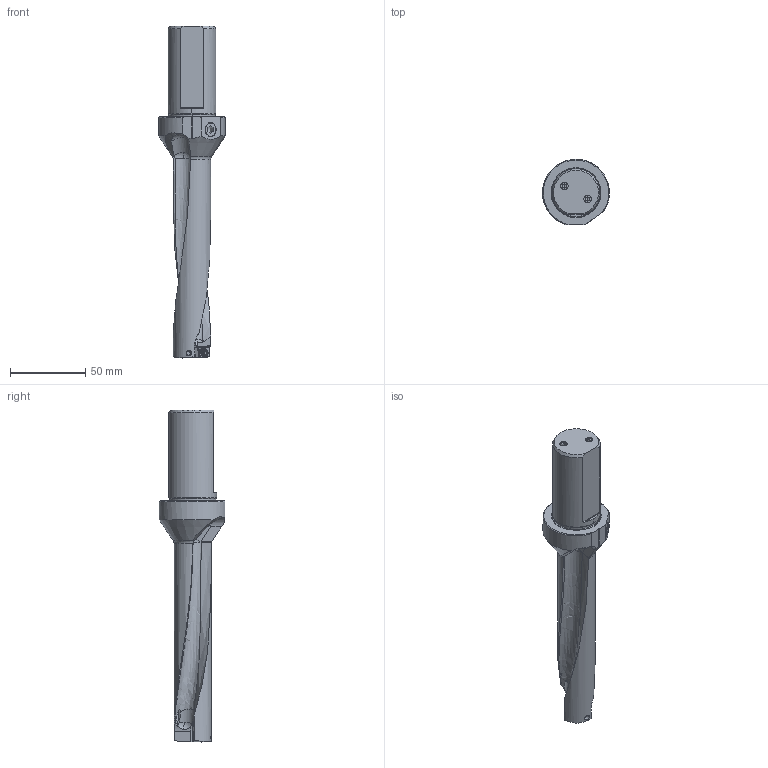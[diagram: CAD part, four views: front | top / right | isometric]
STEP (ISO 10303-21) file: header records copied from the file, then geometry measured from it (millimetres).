
FILE_DESCRIPTION(/* description */ (''),/* implementation_level */ '2;1');
FILE_NAME(/* name */ 'MVX1000X5C125.stp',/* time_stamp */ '2021-04-05T13:01:47+09:00',/* author */ (''),/* organization */ (''),/* preprocessor_version */ 'ST-DEVELOPER v16',/* originating_system */ 'SIEMENS PLM Software NX 10.0',/* authorisation */ '');
FILE_SCHEMA (('AUTOMOTIVE_DESIGN { 1 0 10303 214 3 1 1 1 }'));
Length unit declared in the file: millimetre
Products named in the file (1): MVX1000X5C125_ASM
Bounding box: 44.45 x 43.45 x 220.49 mm (x, y, z)
Volume: 103267.2 mm3; surface area: 30632.9 mm2
Topology: 6 solids, 6 shells, 284 faces, 833 edges, 548 vertices
Faces by surface type: cylinder 99, plane 87, cone 55, sphere 20, torus 14, bspline 6, extrusion 3
Entity records: 13810 total; most frequent: CARTESIAN_POINT 6233, ORIENTED_EDGE 1618, DIRECTION 1514, EDGE_CURVE 809, AXIS2_PLACEMENT_3D 604, VERTEX_POINT 543, VECTOR 306, LINE 303
